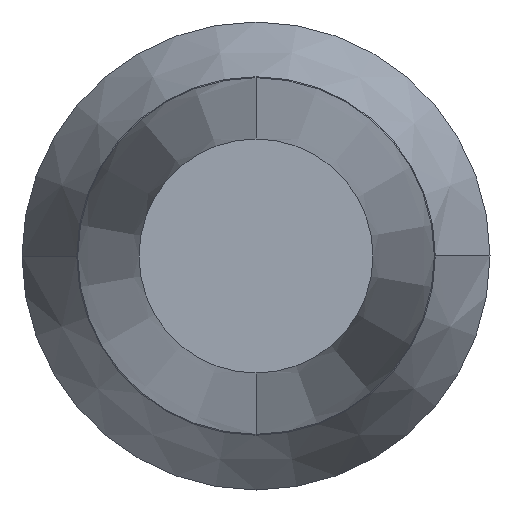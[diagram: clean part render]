
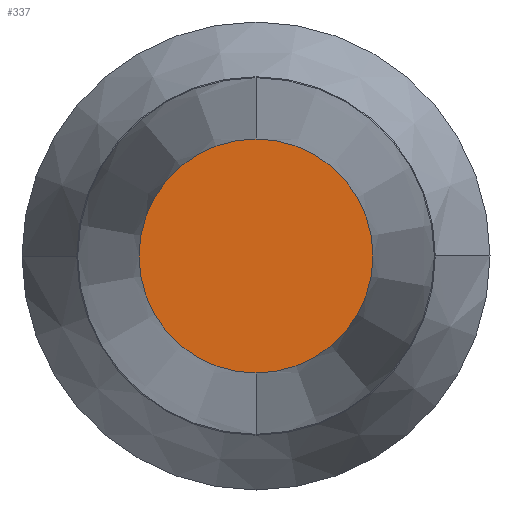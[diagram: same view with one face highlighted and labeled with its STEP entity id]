
A CAD part, front view. The second image highlights one B-rep face of the part: STEP entity #337.
In plain terms, the highlighted planar face has unit normal (0, -1, 0).
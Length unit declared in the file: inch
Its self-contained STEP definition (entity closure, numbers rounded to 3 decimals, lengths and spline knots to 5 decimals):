
#7 = CARTESIAN_POINT ( 'NONE',  ( 0., 0., -0.125 ) ) ;
#22 = AXIS2_PLACEMENT_3D ( 'NONE', #75, #353, #38 ) ;
#27 = ORIENTED_EDGE ( 'NONE', *, *, #244, .T. ) ;
#38 = DIRECTION ( 'NONE',  ( 0., 0., -1. ) ) ;
#49 = EDGE_LOOP ( 'NONE', ( #74, #27 ) ) ;
#74 = ORIENTED_EDGE ( 'NONE', *, *, #296, .T. ) ;
#75 = CARTESIAN_POINT ( 'NONE',  ( 0., 0., 0. ) ) ;
#88 = VERTEX_POINT ( 'NONE', #7 ) ;
#92 = CARTESIAN_POINT ( 'NONE',  ( 0., 0., 0. ) ) ;
#129 = DIRECTION ( 'NONE',  ( 0., 0., -1. ) ) ;
#153 = CIRCLE ( 'NONE', #259, 0.125 ) ;
#201 = PLANE ( 'NONE',  #329 ) ;
#244 = EDGE_CURVE ( 'NONE', #88, #345, #153, .T. ) ;
#259 = AXIS2_PLACEMENT_3D ( 'NONE', #92, #307, #129 ) ;
#264 = CARTESIAN_POINT ( 'NONE',  ( 0., 0., 0. ) ) ;
#296 = EDGE_CURVE ( 'NONE', #345, #88, #433, .T. ) ;
#307 = DIRECTION ( 'NONE',  ( 0., -1., 0. ) ) ;
#329 = AXIS2_PLACEMENT_3D ( 'NONE', #264, #410, #373 ) ;
#337 = ADVANCED_FACE ( 'NONE', ( #458 ), #201, .T. ) ;
#345 = VERTEX_POINT ( 'NONE', #369 ) ;
#353 = DIRECTION ( 'NONE',  ( 0., -1., 0. ) ) ;
#369 = CARTESIAN_POINT ( 'NONE',  ( 0., 0., 0.125 ) ) ;
#373 = DIRECTION ( 'NONE',  ( 0., 0., -1. ) ) ;
#410 = DIRECTION ( 'NONE',  ( 0., -1., 0. ) ) ;
#433 = CIRCLE ( 'NONE', #22, 0.125 ) ;
#458 = FACE_OUTER_BOUND ( 'NONE', #49, .T. ) ;
